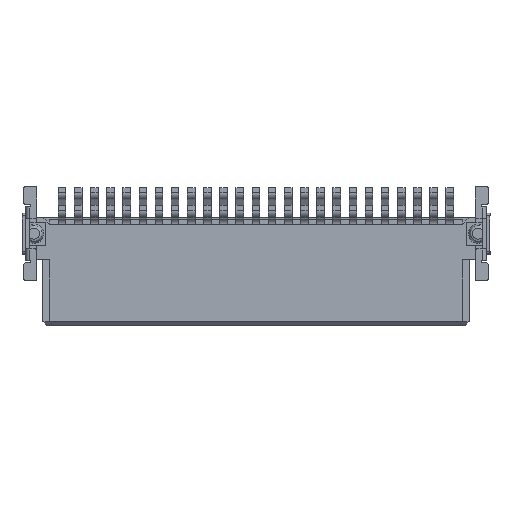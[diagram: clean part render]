
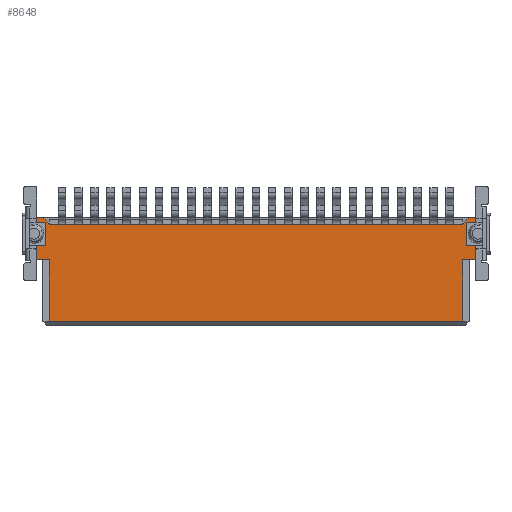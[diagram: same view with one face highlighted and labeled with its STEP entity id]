
A CAD part, top view. The second image highlights one B-rep face of the part: STEP entity #8648.
In plain terms, the highlighted planar face has unit normal (0, 0, 1).
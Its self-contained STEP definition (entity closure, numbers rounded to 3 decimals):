
#8648=ADVANCED_FACE('',(#11507),#10167,.T.);
#10167=PLANE('',#37023);
#11507=FACE_OUTER_BOUND('',#13155,.T.);
#13155=EDGE_LOOP('',(#17859,#17860,#17861,#17862,#17863,#17864,#17865,#17866,
#17867,#17868,#17869,#17870,#17871,#17872,#17873,#17874,#17875,#17876,#17877,
#17878));
#17859=ORIENTED_EDGE('',*,*,#27512,.T.);
#17860=ORIENTED_EDGE('',*,*,#27499,.T.);
#17861=ORIENTED_EDGE('',*,*,#27514,.T.);
#17862=ORIENTED_EDGE('',*,*,#27495,.T.);
#17863=ORIENTED_EDGE('',*,*,#27136,.T.);
#17864=ORIENTED_EDGE('',*,*,#27137,.T.);
#17865=ORIENTED_EDGE('',*,*,#27141,.T.);
#17866=ORIENTED_EDGE('',*,*,#27153,.T.);
#17867=ORIENTED_EDGE('',*,*,#27156,.T.);
#17868=ORIENTED_EDGE('',*,*,#27161,.T.);
#17869=ORIENTED_EDGE('',*,*,#27173,.T.);
#17870=ORIENTED_EDGE('',*,*,#27478,.T.);
#17871=ORIENTED_EDGE('',*,*,#27462,.T.);
#17872=ORIENTED_EDGE('',*,*,#27466,.T.);
#17873=ORIENTED_EDGE('',*,*,#27467,.T.);
#17874=ORIENTED_EDGE('',*,*,#27470,.T.);
#17875=ORIENTED_EDGE('',*,*,#27515,.T.);
#17876=ORIENTED_EDGE('',*,*,#25647,.T.);
#17877=ORIENTED_EDGE('',*,*,#27516,.T.);
#17878=ORIENTED_EDGE('',*,*,#27517,.F.);
#22757=VERTEX_POINT('',#45841);
#22758=VERTEX_POINT('',#45843);
#23751=VERTEX_POINT('',#48971);
#23752=VERTEX_POINT('',#48973);
#23753=VERTEX_POINT('',#48977);
#23754=VERTEX_POINT('',#48982);
#23763=VERTEX_POINT('',#49007);
#23765=VERTEX_POINT('',#49014);
#23768=VERTEX_POINT('',#49022);
#23773=VERTEX_POINT('',#49045);
#23967=VERTEX_POINT('',#49677);
#23968=VERTEX_POINT('',#49679);
#23969=VERTEX_POINT('',#49684);
#23970=VERTEX_POINT('',#49688);
#23971=VERTEX_POINT('',#49692);
#23985=VERTEX_POINT('',#49742);
#23988=VERTEX_POINT('',#49749);
#23989=VERTEX_POINT('',#49751);
#23997=VERTEX_POINT('',#49777);
#23998=VERTEX_POINT('',#49783);
#25647=EDGE_CURVE('',#22758,#22757,#29952,.T.);
#27136=EDGE_CURVE('',#23751,#23752,#31349,.T.);
#27137=EDGE_CURVE('',#23752,#23753,#31350,.T.);
#27141=EDGE_CURVE('',#23753,#23754,#31354,.T.);
#27153=EDGE_CURVE('',#23754,#23763,#31366,.T.);
#27156=EDGE_CURVE('',#23763,#23765,#31369,.T.);
#27161=EDGE_CURVE('',#23765,#23768,#31374,.T.);
#27173=EDGE_CURVE('',#23768,#23773,#31386,.T.);
#27462=EDGE_CURVE('',#23968,#23967,#31583,.T.);
#27466=EDGE_CURVE('',#23967,#23969,#31587,.T.);
#27467=EDGE_CURVE('',#23969,#23970,#31588,.T.);
#27470=EDGE_CURVE('',#23970,#23971,#31591,.T.);
#27478=EDGE_CURVE('',#23773,#23968,#31599,.T.);
#27495=EDGE_CURVE('',#23985,#23751,#31616,.T.);
#27499=EDGE_CURVE('',#23989,#23988,#31620,.T.);
#27512=EDGE_CURVE('',#23997,#23989,#31633,.T.);
#27514=EDGE_CURVE('',#23988,#23985,#31635,.T.);
#27515=EDGE_CURVE('',#23971,#22758,#31636,.T.);
#27516=EDGE_CURVE('',#22757,#23998,#31637,.T.);
#27517=EDGE_CURVE('',#23997,#23998,#31638,.T.);
#29952=LINE('',#45842,#33051);
#31349=LINE('',#48974,#34448);
#31350=LINE('',#48976,#34449);
#31354=LINE('',#48983,#34453);
#31366=LINE('',#49008,#34465);
#31369=LINE('',#49013,#34468);
#31374=LINE('',#49023,#34473);
#31386=LINE('',#49046,#34485);
#31583=LINE('',#49678,#34682);
#31587=LINE('',#49685,#34686);
#31588=LINE('',#49687,#34687);
#31591=LINE('',#49693,#34690);
#31599=LINE('',#49707,#34698);
#31616=LINE('',#49741,#34715);
#31620=LINE('',#49750,#34719);
#31633=LINE('',#49776,#34732);
#31635=LINE('',#49780,#34734);
#31636=LINE('',#49781,#34735);
#31637=LINE('',#49782,#34736);
#31638=LINE('',#49784,#34737);
#33051=VECTOR('',#38379,1.);
#34448=VECTOR('',#41128,1.);
#34449=VECTOR('',#41131,1.);
#34453=VECTOR('',#41137,1.);
#34465=VECTOR('',#41157,1.);
#34468=VECTOR('',#41162,1.);
#34473=VECTOR('',#41169,1.);
#34485=VECTOR('',#41193,1.);
#34682=VECTOR('',#41744,1.);
#34686=VECTOR('',#41750,1.);
#34687=VECTOR('',#41753,1.);
#34690=VECTOR('',#41758,1.);
#34698=VECTOR('',#41770,1.);
#34715=VECTOR('',#41803,1.);
#34719=VECTOR('',#41809,1.);
#34732=VECTOR('',#41832,1.);
#34734=VECTOR('',#41836,1.);
#34735=VECTOR('',#41837,1.);
#34736=VECTOR('',#41838,1.);
#34737=VECTOR('',#41839,1.);
#37023=AXIS2_PLACEMENT_3D('',#49785,#41840,#41841);
#38379=DIRECTION('',(-1.,0.,0.));
#41128=DIRECTION('',(0.,-1.,0.));
#41131=DIRECTION('',(-1.,0.,0.));
#41137=DIRECTION('',(0.,-1.,0.));
#41157=DIRECTION('',(1.,0.,0.));
#41162=DIRECTION('',(0.,-1.,0.));
#41169=DIRECTION('',(1.,0.,0.));
#41193=DIRECTION('',(0.,1.,0.));
#41744=DIRECTION('',(0.,1.,0.));
#41750=DIRECTION('',(-1.,0.,0.));
#41753=DIRECTION('',(0.,1.,0.));
#41758=DIRECTION('',(1.,0.,0.));
#41770=DIRECTION('',(1.,0.,0.));
#41803=DIRECTION('',(1.,0.,0.));
#41809=DIRECTION('',(-1.,0.,0.));
#41832=DIRECTION('',(-0.707,0.707,0.));
#41836=DIRECTION('',(0.,-1.,0.));
#41837=DIRECTION('',(0.,1.,0.));
#41838=DIRECTION('',(-0.707,-0.707,0.));
#41839=DIRECTION('',(1.,0.,0.));
#41840=DIRECTION('',(0.,0.,1.));
#41841=DIRECTION('',(0.,1.,0.));
#45841=CARTESIAN_POINT('',(17.655,2.188,2.785));
#45842=CARTESIAN_POINT('',(18.185,2.188,2.785));
#45843=CARTESIAN_POINT('',(18.185,2.188,2.785));
#48971=CARTESIAN_POINT('',(-15.645,1.838,2.785));
#48973=CARTESIAN_POINT('',(-15.645,0.038,2.785));
#48974=CARTESIAN_POINT('',(-15.645,1.838,2.785));
#48976=CARTESIAN_POINT('',(-15.645,0.038,2.785));
#48977=CARTESIAN_POINT('',(-16.375,0.038,2.785));
#48982=CARTESIAN_POINT('',(-16.375,-1.112,2.785));
#48983=CARTESIAN_POINT('',(-16.375,0.038,2.785));
#49007=CARTESIAN_POINT('',(-15.345,-1.112,2.785));
#49008=CARTESIAN_POINT('',(-16.375,-1.112,2.785));
#49013=CARTESIAN_POINT('',(-15.345,-1.112,2.785));
#49014=CARTESIAN_POINT('',(-15.345,-5.962,2.785));
#49022=CARTESIAN_POINT('',(17.155,-5.962,2.785));
#49023=CARTESIAN_POINT('',(-15.345,-5.962,2.785));
#49045=CARTESIAN_POINT('',(17.155,-1.112,2.785));
#49046=CARTESIAN_POINT('',(17.155,-5.962,2.785));
#49677=CARTESIAN_POINT('',(18.185,0.038,2.785));
#49678=CARTESIAN_POINT('',(18.185,-1.112,2.785));
#49679=CARTESIAN_POINT('',(18.185,-1.112,2.785));
#49684=CARTESIAN_POINT('',(17.455,0.038,2.785));
#49685=CARTESIAN_POINT('',(18.185,0.038,2.785));
#49687=CARTESIAN_POINT('',(17.455,0.038,2.785));
#49688=CARTESIAN_POINT('',(17.455,1.838,2.785));
#49692=CARTESIAN_POINT('',(18.185,1.838,2.785));
#49693=CARTESIAN_POINT('',(17.455,1.838,2.785));
#49707=CARTESIAN_POINT('',(17.155,-1.112,2.785));
#49741=CARTESIAN_POINT('',(-16.375,1.838,2.785));
#49742=CARTESIAN_POINT('',(-16.375,1.838,2.785));
#49749=CARTESIAN_POINT('',(-16.375,2.188,2.785));
#49750=CARTESIAN_POINT('',(-15.845,2.188,2.785));
#49751=CARTESIAN_POINT('',(-15.845,2.188,2.785));
#49776=CARTESIAN_POINT('',(-15.345,1.688,2.785));
#49777=CARTESIAN_POINT('',(-15.345,1.688,2.785));
#49780=CARTESIAN_POINT('',(-16.375,2.188,2.785));
#49781=CARTESIAN_POINT('',(18.185,1.838,2.785));
#49782=CARTESIAN_POINT('',(17.655,2.188,2.785));
#49783=CARTESIAN_POINT('',(17.155,1.688,2.785));
#49784=CARTESIAN_POINT('',(-15.345,1.688,2.785));
#49785=CARTESIAN_POINT('',(18.485,-6.162,2.785));
